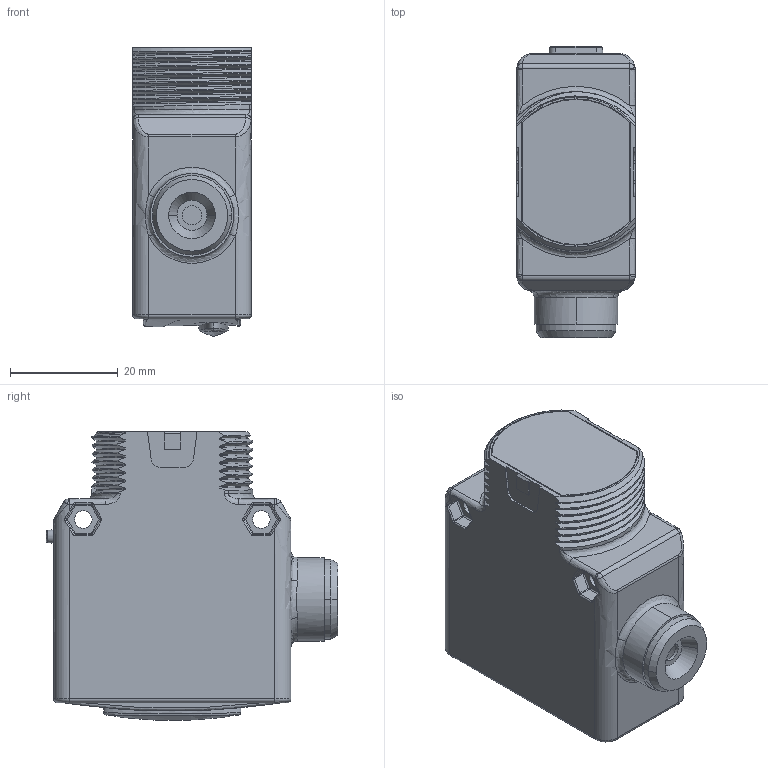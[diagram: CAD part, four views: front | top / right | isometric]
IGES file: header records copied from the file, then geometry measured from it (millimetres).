
Start section:  PTC IGES file: 138507.igs
Global section: file name: 138507.igs; native system: Pro/ENGINEER by Parametric Technology Corporation; preprocessor: 2006170; author: banengservice; organization: Unknown; date: 20080404.142200; units: inch
Bounding box: 22 x 54.07 x 53.55 mm (x, y, z)
Volume: 16086.5 mm3; surface area: 16071.8 mm2
Topology: 1 solids, 1 shells, 642 faces, 1598 edges, 976 vertices
Faces by surface type: revolution 335, bspline 303, extrusion 4
